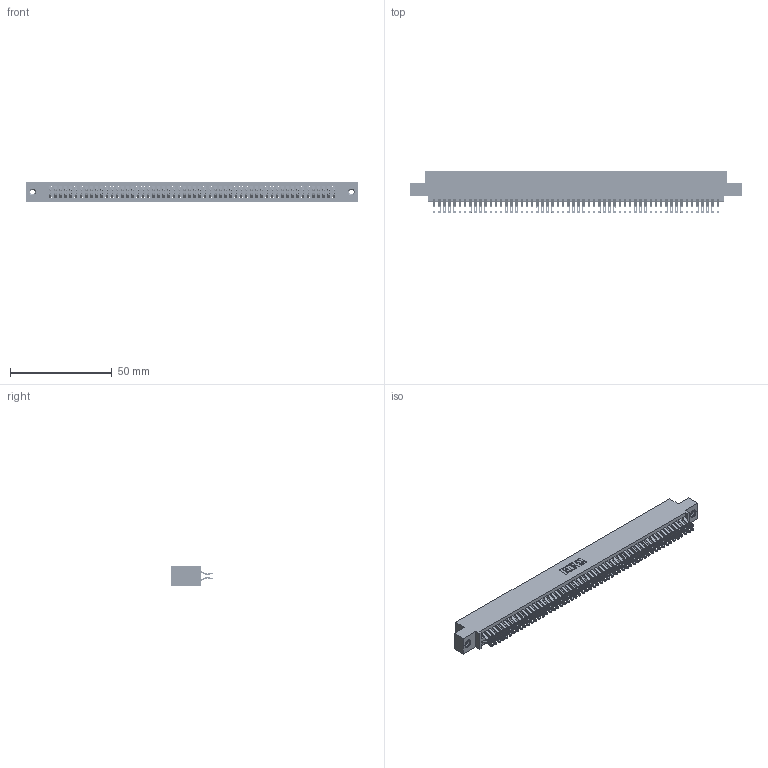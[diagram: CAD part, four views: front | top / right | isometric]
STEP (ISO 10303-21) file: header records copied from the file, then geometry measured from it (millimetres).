
FILE_DESCRIPTION (( 'STEP AP203' ), '1' );
FILE_NAME ('395-112-555-508.STEP', '2019-10-27T15:55:39', ( '' ), ( '' ), 'SwSTEP 2.0', 'SolidWorks 2016', '' );
FILE_SCHEMA (( 'CONFIG_CONTROL_DESIGN' ));
Length unit declared in the file: inch
Products named in the file (4): 345 Part_0.110 Offset - 0.156 Dia-TI; 345-292-001_555 Tail; 345-250-001_345-250-003-102; 395-112-555-508
Assembly tree (115 placements, depth 2):
  395-112-555-508
    345 Part_0.110 Offset - 0.156 Dia-TI
    345-292-001_555 Tail  x112
    345-250-001_345-250-003-102  x2
Bounding box: 163.45 x 21.13 x 9.4 mm (x, y, z)
Volume: 16252.5 mm3; surface area: 25531.3 mm2
Topology: 115 solids, 115 shells, 6462 faces, 20313 edges, 13534 vertices
Faces by surface type: plane 3588, cylinder 2858, cone 12, torus 4
Entity records: 43698 total; most frequent: CARTESIAN_POINT 7329, ORIENTED_EDGE 7226, DIRECTION 6439, EDGE_CURVE 3613, VECTOR 3217, LINE 3217, VERTEX_POINT 2404, AXIS2_PLACEMENT_3D 1611
